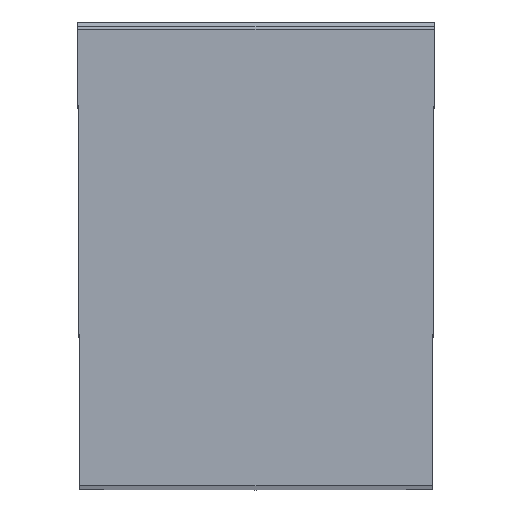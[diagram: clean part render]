
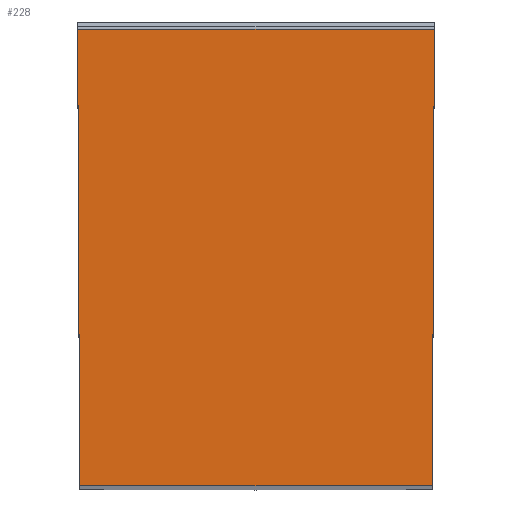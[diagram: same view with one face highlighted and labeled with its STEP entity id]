
A CAD part, top view. The second image highlights one B-rep face of the part: STEP entity #228.
In plain terms, the highlighted planar face has unit normal (0, 0, 1).
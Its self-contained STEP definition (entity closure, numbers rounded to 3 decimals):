
#228=ADVANCED_FACE('CU_BACK_SU1',(#367),#317,.F.);
#317=PLANE('',#1758);
#367=FACE_OUTER_BOUND('',#447,.T.);
#447=EDGE_LOOP('',(#599,#600,#601,#602));
#599=ORIENTED_EDGE('',*,*,#1202,.F.);
#600=ORIENTED_EDGE('',*,*,#1207,.T.);
#601=ORIENTED_EDGE('',*,*,#1199,.T.);
#602=ORIENTED_EDGE('',*,*,#1208,.T.);
#1043=VERTEX_POINT('',#2363);
#1047=VERTEX_POINT('',#2371);
#1050=VERTEX_POINT('',#2378);
#1051=VERTEX_POINT('',#2380);
#1199=EDGE_CURVE('',#1043,#1047,#1426,.T.);
#1202=EDGE_CURVE('',#1050,#1051,#1429,.T.);
#1207=EDGE_CURVE('',#1050,#1043,#1433,.T.);
#1208=EDGE_CURVE('',#1047,#1051,#1434,.T.);
#1426=LINE('',#2372,#1551);
#1429=LINE('',#2379,#1554);
#1433=LINE('',#2389,#1558);
#1434=LINE('',#2390,#1559);
#1551=VECTOR('',#1920,1.);
#1554=VECTOR('',#1925,1.);
#1558=VECTOR('',#1933,1.);
#1559=VECTOR('',#1934,1.);
#1758=AXIS2_PLACEMENT_3D('',#2391,#1935,#1936);
#1920=DIRECTION('',(0.004,1.,0.));
#1925=DIRECTION('',(-0.004,1.,0.));
#1933=DIRECTION('',(1.,0.,0.));
#1934=DIRECTION('',(-1.,0.,0.));
#1935=DIRECTION('',(0.,0.,-1.));
#1936=DIRECTION('',(0.,-1.,0.));
#2363=CARTESIAN_POINT('',(-0.139,0.,0.));
#2371=CARTESIAN_POINT('',(0.,31.85,0.));
#2372=CARTESIAN_POINT('',(0.088,51.951,0.));
#2378=CARTESIAN_POINT('',(-24.736,0.,0.));
#2379=CARTESIAN_POINT('',(-24.961,51.64,0.));
#2380=CARTESIAN_POINT('',(-24.875,31.85,0.));
#2389=CARTESIAN_POINT('',(23.244,0.,0.));
#2390=CARTESIAN_POINT('',(23.244,31.85,0.));
#2391=CARTESIAN_POINT('',(23.244,51.85,0.));
